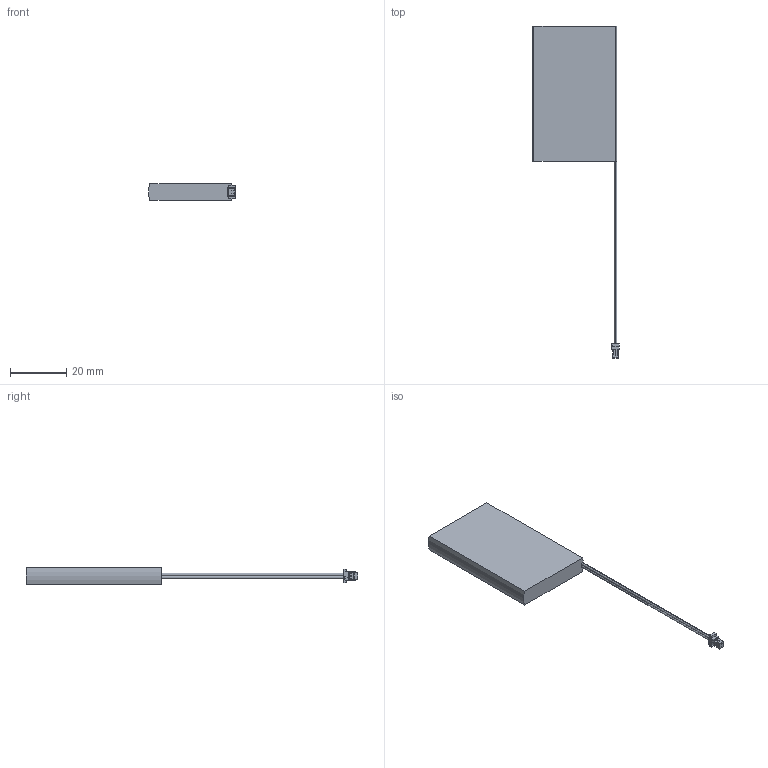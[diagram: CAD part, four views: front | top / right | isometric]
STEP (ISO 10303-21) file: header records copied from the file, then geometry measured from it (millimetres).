
FILE_DESCRIPTION (( 'STEP AP214' ), '1' );
FILE_NAME ('ASR00036.STEP', '2024-05-23T09:24:13', ( '' ), ( '' ), 'SwSTEP 2.0', 'SolidWorks 2024', '' );
FILE_SCHEMA (( 'AUTOMOTIVE_DESIGN' ));
Length unit declared in the file: millimetre
Products named in the file (1): ASR00036
Bounding box: 30.9 x 118 x 6 mm (x, y, z)
Volume: 8663.6 mm3; surface area: 4180.1 mm2
Topology: 1 solids, 1 shells, 70 faces, 177 edges, 114 vertices
Faces by surface type: plane 64, cylinder 6
Entity records: 2128 total; most frequent: CARTESIAN_POINT 362, ORIENTED_EDGE 354, DIRECTION 331, EDGE_CURVE 177, LINE 165, VECTOR 165, VERTEX_POINT 114, AXIS2_PLACEMENT_3D 83
